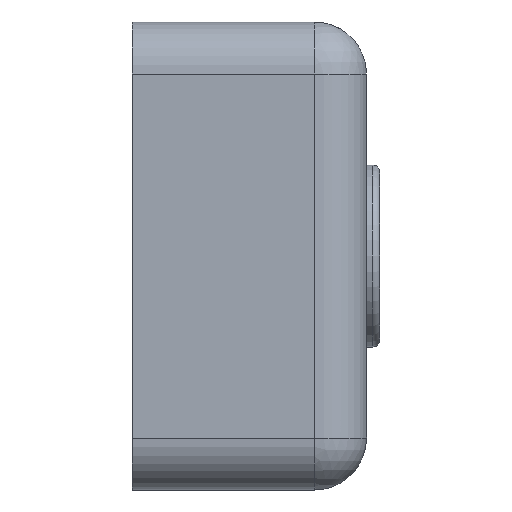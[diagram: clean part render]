
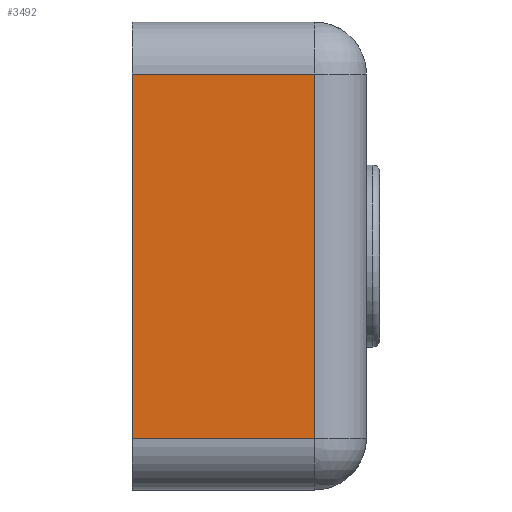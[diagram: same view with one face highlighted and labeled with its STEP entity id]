
A CAD part, left-side view. The second image highlights one B-rep face of the part: STEP entity #3492.
In plain terms, the highlighted planar face has unit normal (-1, 0, 0).
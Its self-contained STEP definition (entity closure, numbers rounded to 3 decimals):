
#108=PLANE('',#3896);
#329=LINE('',#5866,#591);
#330=LINE('',#5868,#592);
#331=LINE('',#5870,#593);
#332=LINE('',#5871,#594);
#591=VECTOR('',#4631,1000.);
#592=VECTOR('',#4632,1000.);
#593=VECTOR('',#4633,1000.);
#594=VECTOR('',#4634,1000.);
#866=FACE_OUTER_BOUND('',#1110,.T.);
#1110=EDGE_LOOP('',(#2607,#2608,#2609,#2610));
#1658=VERTEX_POINT('',#5864);
#1659=VERTEX_POINT('',#5865);
#1660=VERTEX_POINT('',#5867);
#1661=VERTEX_POINT('',#5869);
#2004=EDGE_CURVE('',#1658,#1659,#329,.T.);
#2005=EDGE_CURVE('',#1659,#1660,#330,.T.);
#2006=EDGE_CURVE('',#1660,#1661,#331,.T.);
#2007=EDGE_CURVE('',#1661,#1658,#332,.T.);
#2607=ORIENTED_EDGE('',*,*,#2004,.T.);
#2608=ORIENTED_EDGE('',*,*,#2005,.T.);
#2609=ORIENTED_EDGE('',*,*,#2006,.T.);
#2610=ORIENTED_EDGE('',*,*,#2007,.T.);
#3492=ADVANCED_FACE('',(#866),#108,.F.);
#3896=AXIS2_PLACEMENT_3D('',#5863,#4629,#4630);
#4629=DIRECTION('center_axis',(1.,0.,0.));
#4630=DIRECTION('ref_axis',(0.,0.,
1.));
#4631=DIRECTION('',(0.,0.,1.));
#4632=DIRECTION('',(0.,1.,0.));
#4633=DIRECTION('',(0.,0.,-1.));
#4634=DIRECTION('',(0.,-1.,0.));
#5863=CARTESIAN_POINT('Origin',(8.662,19.952,9.));
#5864=CARTESIAN_POINT('',(8.662,21.952,-7.));
#5865=CARTESIAN_POINT('',(8.662,21.952,7.));
#5866=CARTESIAN_POINT('',(8.662,21.952,9.));
#5867=CARTESIAN_POINT('',(8.662,28.952,7.));
#5868=CARTESIAN_POINT('',(8.662,19.952,7.));
#5869=CARTESIAN_POINT('',(8.662,28.952,-7.));
#5870=CARTESIAN_POINT('',(8.662,28.952,9.));
#5871=CARTESIAN_POINT('',(8.662,19.952,-7.));
